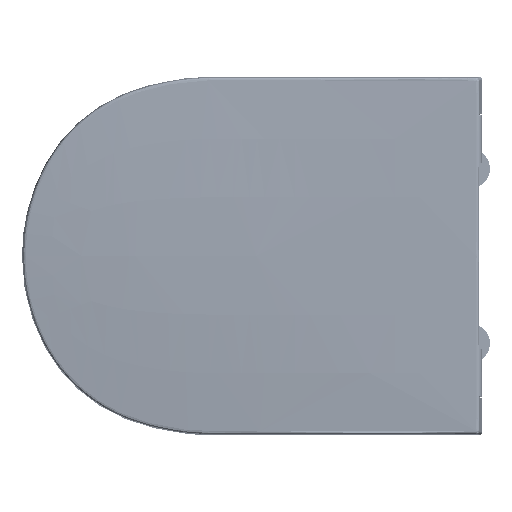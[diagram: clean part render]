
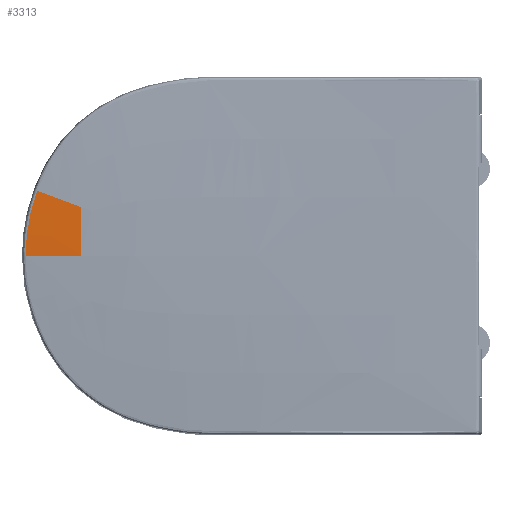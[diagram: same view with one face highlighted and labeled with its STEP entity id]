
A CAD part, top view. The second image highlights one B-rep face of the part: STEP entity #3313.
In plain terms, the highlighted free-form (B-spline) face has degree [3, 3] with [5, 4] control points.
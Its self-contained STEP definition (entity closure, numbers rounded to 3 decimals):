
#54=CARTESIAN_POINT('',(401.34,32.495,0.));
#56=CARTESIAN_POINT('',(401.34,32.495,0.));
#57=CARTESIAN_POINT('',(401.34,32.495,16.762));
#58=CARTESIAN_POINT('',(401.34,32.215,33.523));
#59=CARTESIAN_POINT('',(401.34,31.78,50.28));
#61=CARTESIAN_POINT('',(401.34,31.78,50.28));
#62=CARTESIAN_POINT('',(409.51,31.198,53.328));
#63=CARTESIAN_POINT('',(424.7,30.037,58.995));
#64=CARTESIAN_POINT('',(439.881,28.729,64.659));
#65=CARTESIAN_POINT('',(446.907,28.245,67.28));
#134=CARTESIAN_POINT('',(401.34,32.495,0.));
#135=CARTESIAN_POINT('',(411.472,31.885,0.));
#136=CARTESIAN_POINT('',(430.603,30.614,0.));
#137=CARTESIAN_POINT('',(449.845,29.088,0.));
#138=CARTESIAN_POINT('',(458.892,28.313,0.));
#140=CARTESIAN_POINT('',(458.892,28.313,0.));
#141=CARTESIAN_POINT('',(458.892,28.313,11.451));
#142=CARTESIAN_POINT('',(456.846,28.265,34.349));
#143=CARTESIAN_POINT('',(450.842,28.229,56.533));
#144=CARTESIAN_POINT('',(446.907,28.245,67.28));
#2680=VERTEX_POINT('',#54);
#2687=VERTEX_POINT('',#59);
#2688=VERTEX_POINT('',#65);
#2690=VERTEX_POINT('',#138);
#3284=CARTESIAN_POINT('',(400.881,31.8,50.609));
#3285=CARTESIAN_POINT('',(400.804,32.249,33.566));
#3286=CARTESIAN_POINT('',(400.766,32.535,16.533));
#3287=CARTESIAN_POINT('',(400.768,32.529,
-0.501));
#3288=CARTESIAN_POINT('',(409.164,31.21,53.74));
#3289=CARTESIAN_POINT('',(410.468,31.617,35.811));
#3290=CARTESIAN_POINT('',(411.125,31.915,17.637));
#3291=CARTESIAN_POINT('',(411.088,31.91,
-0.535));
#3292=CARTESIAN_POINT('',(424.77,30.016,59.64));
#3293=CARTESIAN_POINT('',(428.698,30.334,40.039));
#3294=CARTESIAN_POINT('',(430.687,30.619,19.717));
#3295=CARTESIAN_POINT('',(430.598,30.617,
-0.598));
#3296=CARTESIAN_POINT('',(440.364,28.669,65.537));
#3297=CARTESIAN_POINT('',(446.951,28.695,44.263));
#3298=CARTESIAN_POINT('',(450.321,29.063,21.796));
#3299=CARTESIAN_POINT('',(450.225,29.058,
-0.661));
#3300=CARTESIAN_POINT('',(447.693,28.175,68.308));
#3301=CARTESIAN_POINT('',(455.543,28.16,46.25));
#3302=CARTESIAN_POINT('',(459.552,28.265,22.773));
#3303=CARTESIAN_POINT('',(459.465,28.263,
-0.69));
#3304=B_SPLINE_SURFACE_WITH_KNOTS('',3,3,((#3284,#3285,#3286,#3287),(#3288,
#3289,#3290,#3291),(#3292,#3293,#3294,#3295),(#3296,#3297,#3298,#3299),(#3300,
#3301,#3302,#3303)),.UNSPECIFIED.,.F.,.F.,.F.,(4,1,4),(4,4),(-0.009,
0.5,0.951),(-0.01,1.01),.UNSPECIFIED.);
#3306=ORIENTED_EDGE('',*,*,#3305,.T.);
#3308=ORIENTED_EDGE('',*,*,#3307,.T.);
#3309=ORIENTED_EDGE('',*,*,#3272,.F.);
#3310=ORIENTED_EDGE('',*,*,#3270,.F.);
#3311=EDGE_LOOP('',(#3306,#3308,#3309,#3310));
#3312=FACE_OUTER_BOUND('',#3311,.F.);
#3313=ADVANCED_FACE('',(#3312),#3304,.T.);
#60=B_SPLINE_CURVE_WITH_KNOTS('',3,(#56,#57,#58,#59),.UNSPECIFIED.,.F.,.F.,(4,
4),(0.,1.),.UNSPECIFIED.);
#66=B_SPLINE_CURVE_WITH_KNOTS('',3,(#61,#62,#63,#64,#65),.UNSPECIFIED.,.F.,.F.,(
4,1,4),(0.,0.538,1.),.UNSPECIFIED.);
#139=B_SPLINE_CURVE_WITH_KNOTS('',3,(#134,#135,#136,#137,#138),.UNSPECIFIED.,
.F.,.F.,(4,1,4),(0.,0.531,1.),.UNSPECIFIED.);
#145=B_SPLINE_CURVE_WITH_KNOTS('',3,(#140,#141,#142,#143,#144),.UNSPECIFIED.,
.F.,.F.,(4,1,4),(0.,0.5,1.),.UNSPECIFIED.);
#3270=EDGE_CURVE('',#2680,#2687,#60,.T.);
#3272=EDGE_CURVE('',#2687,#2688,#66,.T.);
#3305=EDGE_CURVE('',#2680,#2690,#139,.T.);
#3307=EDGE_CURVE('',#2690,#2688,#145,.T.);
